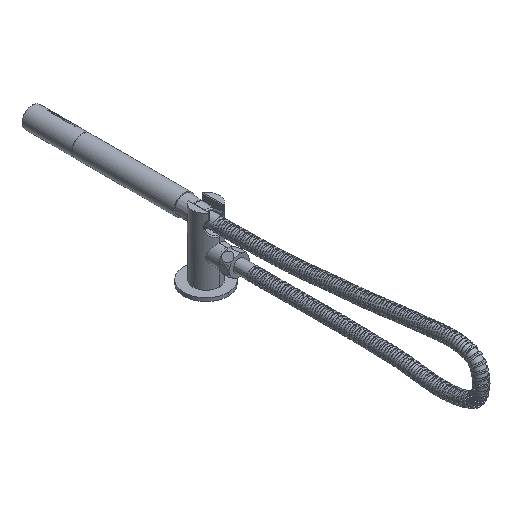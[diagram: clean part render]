
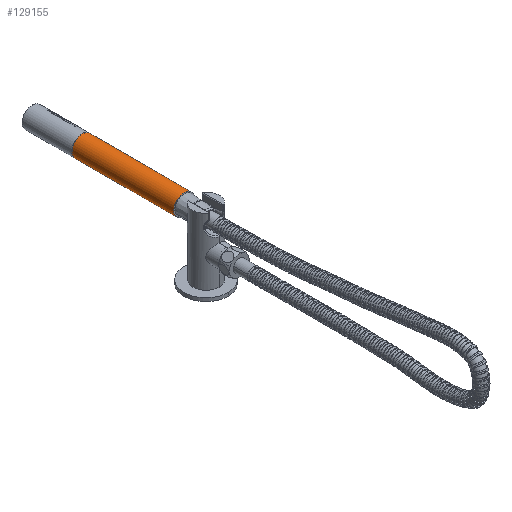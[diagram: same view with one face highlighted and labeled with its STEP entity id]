
A CAD part, isometric view. The second image highlights one B-rep face of the part: STEP entity #129155.
In plain terms, the highlighted cylindrical face has radius 12.5 mm (diameter 25 mm), a partial arc.
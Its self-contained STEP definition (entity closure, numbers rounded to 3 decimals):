
#1385 = ORIENTED_EDGE ( 'NONE', *, *, #62895, .F. ) ;
#9315 = CARTESIAN_POINT ( 'NONE',  ( -8.138, 26.652, 60.252 ) ) ;
#9379 = CARTESIAN_POINT ( 'NONE',  ( 8.138, 26.652, 79.228 ) ) ;
#9490 = DIRECTION ( 'NONE',  ( 0., 1., 0. ) ) ;
#11082 = LINE ( 'NONE', #9379, #71890 ) ;
#18916 = CIRCLE ( 'NONE', #162298, 12.5 ) ;
#24173 = DIRECTION ( 'NONE',  ( -0.651, 0., -0.759 ) ) ;
#29492 = EDGE_CURVE ( 'NONE', #150622, #81709, #18916, .T. ) ;
#35036 = CARTESIAN_POINT ( 'NONE',  ( 8.138, 150.552, 79.228 ) ) ;
#36215 = DIRECTION ( 'NONE',  ( -0.651, 0., -0.759 ) ) ;
#37626 = CARTESIAN_POINT ( 'NONE',  ( 0., 150.552, 69.74 ) ) ;
#47484 = CARTESIAN_POINT ( 'NONE',  ( 0., 26.652, 69.74 ) ) ;
#49750 = DIRECTION ( 'NONE',  ( 0., 1., 0. ) ) ;
#51582 = ORIENTED_EDGE ( 'NONE', *, *, #103620, .T. ) ;
#58151 = VERTEX_POINT ( 'NONE', #148398 ) ;
#59214 = AXIS2_PLACEMENT_3D ( 'NONE', #47484, #168201, #36215 ) ;
#61287 = FACE_OUTER_BOUND ( 'NONE', #136554, .T. ) ;
#62876 = DIRECTION ( 'NONE',  ( 0., 1., 0. ) ) ;
#62895 = EDGE_CURVE ( 'NONE', #58151, #150622, #140527, .T. ) ;
#71890 = VECTOR ( 'NONE', #88821, 1000. ) ;
#77803 = VERTEX_POINT ( 'NONE', #86502 ) ;
#81709 = VERTEX_POINT ( 'NONE', #35036 ) ;
#86502 = CARTESIAN_POINT ( 'NONE',  ( 8.138, 26.652, 79.228 ) ) ;
#87226 = CIRCLE ( 'NONE', #158861, 12.5 ) ;
#88821 = DIRECTION ( 'NONE',  ( 0., 1., 0. ) ) ;
#96153 = EDGE_CURVE ( 'NONE', #77803, #81709, #11082, .T. ) ;
#99821 = DIRECTION ( 'NONE',  ( -0.651, 0., -0.759 ) ) ;
#103620 = EDGE_CURVE ( 'NONE', #58151, #77803, #87226, .T. ) ;
#105373 = ORIENTED_EDGE ( 'NONE', *, *, #96153, .T. ) ;
#114371 = ORIENTED_EDGE ( 'NONE', *, *, #29492, .F. ) ;
#114751 = CYLINDRICAL_SURFACE ( 'NONE', #59214, 12.5 ) ;
#129155 = ADVANCED_FACE ( 'NONE', ( #61287 ), #114751, .T. ) ;
#136554 = EDGE_LOOP ( 'NONE', ( #51582, #105373, #114371, #1385 ) ) ;
#140527 = LINE ( 'NONE', #9315, #146443 ) ;
#142388 = CARTESIAN_POINT ( 'NONE',  ( 0., 26.652, 69.74 ) ) ;
#146443 = VECTOR ( 'NONE', #62876, 1000. ) ;
#148398 = CARTESIAN_POINT ( 'NONE',  ( -8.138, 26.652, 60.252 ) ) ;
#150622 = VERTEX_POINT ( 'NONE', #156786 ) ;
#156786 = CARTESIAN_POINT ( 'NONE',  ( -8.138, 150.552, 60.252 ) ) ;
#158861 = AXIS2_PLACEMENT_3D ( 'NONE', #142388, #9490, #24173 ) ;
#162298 = AXIS2_PLACEMENT_3D ( 'NONE', #37626, #49750, #99821 ) ;
#168201 = DIRECTION ( 'NONE',  ( 0., 1., 0. ) ) ;
